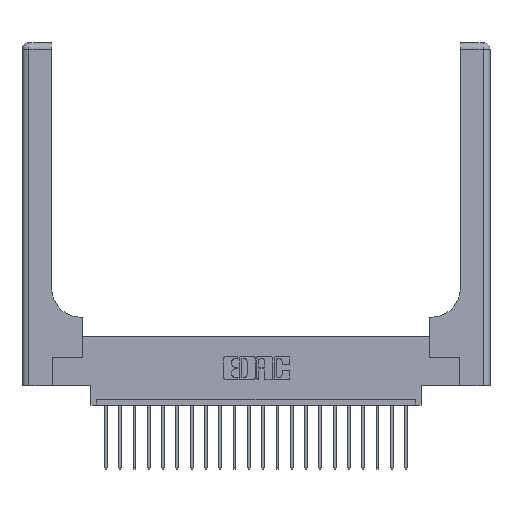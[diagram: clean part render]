
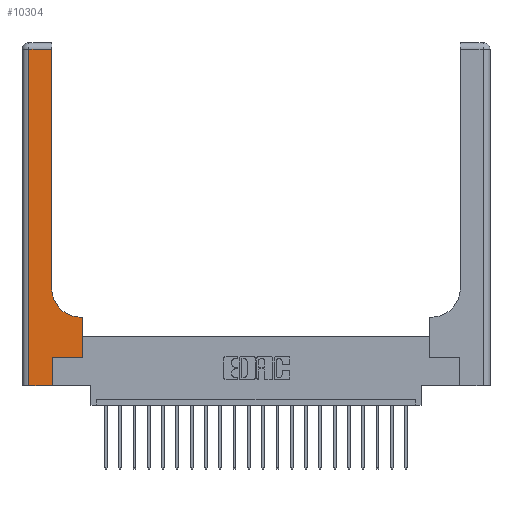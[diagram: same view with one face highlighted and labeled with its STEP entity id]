
A CAD part, top view. The second image highlights one B-rep face of the part: STEP entity #10304.
In plain terms, the highlighted planar face has unit normal (0, 0, 1).
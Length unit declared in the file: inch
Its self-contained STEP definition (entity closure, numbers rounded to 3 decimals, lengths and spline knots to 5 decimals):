
#350 = VERTEX_POINT ( 'NONE', #16773 ) ;
#757 = CARTESIAN_POINT ( 'NONE',  ( 0.26, 3., 0.37 ) ) ;
#1072 = CARTESIAN_POINT ( 'NONE',  ( 0.265, 0.25, 0.37 ) ) ;
#1249 = VECTOR ( 'NONE', #12510, 39.37008 ) ;
#1611 = EDGE_CURVE ( 'NONE', #8258, #9154, #8374, .T. ) ;
#1673 = CARTESIAN_POINT ( 'NONE',  ( 0.51, 0.6, 0.37 ) ) ;
#3076 = EDGE_CURVE ( 'NONE', #19811, #20855, #18940, .T. ) ;
#3127 = LINE ( 'NONE', #13920, #3421 ) ;
#3421 = VECTOR ( 'NONE', #8938, 39.37008 ) ;
#3497 = ORIENTED_EDGE ( 'NONE', *, *, #3076, .T. ) ;
#3906 = VECTOR ( 'NONE', #16098, 39.37008 ) ;
#4161 = CARTESIAN_POINT ( 'NONE',  ( 0., 2.94, 0.37 ) ) ;
#4545 = AXIS2_PLACEMENT_3D ( 'NONE', #9573, #7733, #9346 ) ;
#4808 = CARTESIAN_POINT ( 'NONE',  ( 0.528, 0.25, 0.37 ) ) ;
#5594 = CARTESIAN_POINT ( 'NONE',  ( 0.26, 2.94, 0.37 ) ) ;
#5837 = ORIENTED_EDGE ( 'NONE', *, *, #7652, .T. ) ;
#5958 = DIRECTION ( 'NONE',  ( 0., 1., 0. ) ) ;
#6064 = CARTESIAN_POINT ( 'NONE',  ( 0.26, 0.85, 0.37 ) ) ;
#6472 = VERTEX_POINT ( 'NONE', #5594 ) ;
#7130 = DIRECTION ( 'NONE',  ( 0., 0., -1. ) ) ;
#7652 = EDGE_CURVE ( 'NONE', #20855, #350, #18521, .T. ) ;
#7733 = DIRECTION ( 'NONE',  ( 0., 0., -1. ) ) ;
#8122 = DIRECTION ( 'NONE',  ( -1., 0., 0. ) ) ;
#8154 = EDGE_CURVE ( 'NONE', #9154, #16105, #14323, .T. ) ;
#8258 = VERTEX_POINT ( 'NONE', #1072 ) ;
#8374 = LINE ( 'NONE', #20967, #3906 ) ;
#8938 = DIRECTION ( 'NONE',  ( 0., 1., 0. ) ) ;
#9154 = VERTEX_POINT ( 'NONE', #4808 ) ;
#9346 = DIRECTION ( 'NONE',  ( -1., 0., 0. ) ) ;
#9473 = CARTESIAN_POINT ( 'NONE',  ( 0.528, 0.6, 0.37 ) ) ;
#9573 = CARTESIAN_POINT ( 'NONE',  ( 0., 3., 0.37 ) ) ;
#10057 = CARTESIAN_POINT ( 'NONE',  ( 0.528, 0.25, 0.37 ) ) ;
#10291 = ORIENTED_EDGE ( 'NONE', *, *, #16192, .T. ) ;
#10304 = ADVANCED_FACE ( 'NONE', ( #12183 ), #11102, .F. ) ;
#10388 = VECTOR ( 'NONE', #5958, 39.37008 ) ;
#10660 = VERTEX_POINT ( 'NONE', #1673 ) ;
#11102 = PLANE ( 'NONE',  #4545 ) ;
#11215 = LINE ( 'NONE', #4161, #1249 ) ;
#11843 = CARTESIAN_POINT ( 'NONE',  ( 0.06, 2.94, 0.37 ) ) ;
#11870 = EDGE_LOOP ( 'NONE', ( #10291, #13703, #3497, #5837, #17551, #18562, #13929, #14570, #18798 ) ) ;
#12152 = DIRECTION ( 'NONE',  ( 0., -1., 0. ) ) ;
#12183 = FACE_OUTER_BOUND ( 'NONE', #11870, .T. ) ;
#12510 = DIRECTION ( 'NONE',  ( -1., 0., 0. ) ) ;
#12846 = EDGE_CURVE ( 'NONE', #16105, #10660, #13164, .T. ) ;
#13164 = LINE ( 'NONE', #15245, #18926 ) ;
#13363 = CARTESIAN_POINT ( 'NONE',  ( 0., 0., 0.37 ) ) ;
#13476 = CARTESIAN_POINT ( 'NONE',  ( 0.06, 0., 0.37 ) ) ;
#13703 = ORIENTED_EDGE ( 'NONE', *, *, #15475, .T. ) ;
#13920 = CARTESIAN_POINT ( 'NONE',  ( 0.265, 0., 0.37 ) ) ;
#13929 = ORIENTED_EDGE ( 'NONE', *, *, #8154, .T. ) ;
#14097 = EDGE_CURVE ( 'NONE', #350, #8258, #3127, .T. ) ;
#14323 = LINE ( 'NONE', #10057, #18508 ) ;
#14349 = AXIS2_PLACEMENT_3D ( 'NONE', #17099, #7130, #18809 ) ;
#14570 = ORIENTED_EDGE ( 'NONE', *, *, #12846, .T. ) ;
#14924 = DIRECTION ( 'NONE',  ( 1., 0., 0. ) ) ;
#15245 = CARTESIAN_POINT ( 'NONE',  ( 0.26, 0.6, 0.37 ) ) ;
#15460 = CARTESIAN_POINT ( 'NONE',  ( 0.06, 3., 0.37 ) ) ;
#15475 = EDGE_CURVE ( 'NONE', #6472, #19811, #11215, .T. ) ;
#15572 = VECTOR ( 'NONE', #12152, 39.37008 ) ;
#15901 = VECTOR ( 'NONE', #14924, 39.37008 ) ;
#16098 = DIRECTION ( 'NONE',  ( 1., 0., 0. ) ) ;
#16105 = VERTEX_POINT ( 'NONE', #9473 ) ;
#16165 = LINE ( 'NONE', #757, #10388 ) ;
#16192 = EDGE_CURVE ( 'NONE', #21164, #6472, #16165, .T. ) ;
#16773 = CARTESIAN_POINT ( 'NONE',  ( 0.265, 0., 0.37 ) ) ;
#17099 = CARTESIAN_POINT ( 'NONE',  ( 0.51, 0.85, 0.37 ) ) ;
#17551 = ORIENTED_EDGE ( 'NONE', *, *, #14097, .T. ) ;
#18508 = VECTOR ( 'NONE', #21598, 39.37008 ) ;
#18521 = LINE ( 'NONE', #13363, #15901 ) ;
#18562 = ORIENTED_EDGE ( 'NONE', *, *, #1611, .T. ) ;
#18798 = ORIENTED_EDGE ( 'NONE', *, *, #19244, .T. ) ;
#18809 = DIRECTION ( 'NONE',  ( 1., 0., 0. ) ) ;
#18926 = VECTOR ( 'NONE', #8122, 39.37008 ) ;
#18940 = LINE ( 'NONE', #15460, #15572 ) ;
#19244 = EDGE_CURVE ( 'NONE', #10660, #21164, #19353, .T. ) ;
#19353 = CIRCLE ( 'NONE', #14349, 0.25 ) ;
#19811 = VERTEX_POINT ( 'NONE', #11843 ) ;
#20855 = VERTEX_POINT ( 'NONE', #13476 ) ;
#20967 = CARTESIAN_POINT ( 'NONE',  ( 0.265, 0.25, 0.37 ) ) ;
#21164 = VERTEX_POINT ( 'NONE', #6064 ) ;
#21598 = DIRECTION ( 'NONE',  ( 0., 1., 0. ) ) ;
